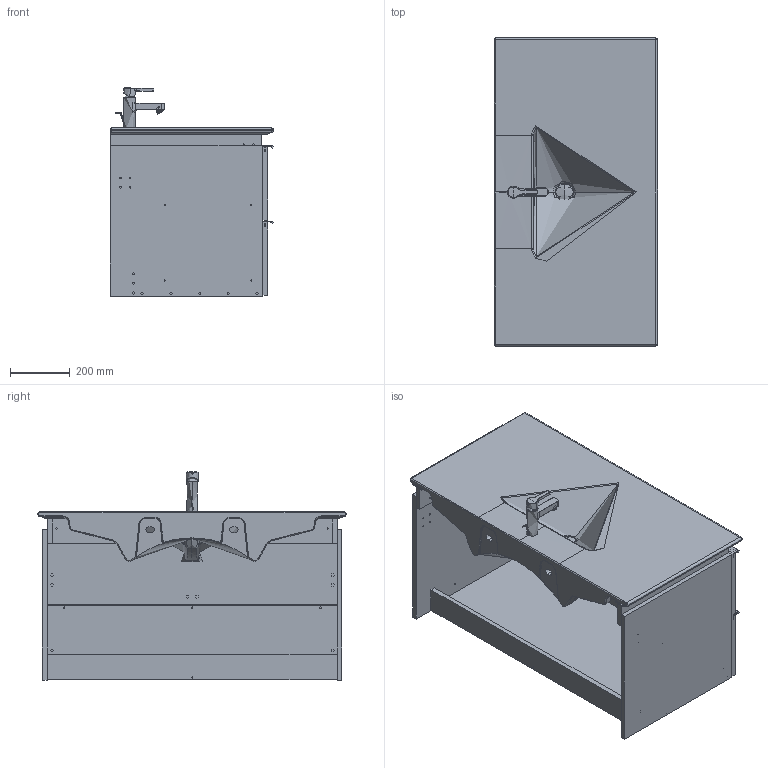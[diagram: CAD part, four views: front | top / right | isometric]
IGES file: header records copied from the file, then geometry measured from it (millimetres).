
Global section: file name: No Iges File Name specified; native system: Autodesk Inventor 2011; preprocessor: AutoDesk Inventor Iges Exporter R2011; author: Administrator; date: 20110518.172903; units: millimetre
Bounding box: 545.27 x 1030.02 x 694.95 mm (x, y, z)
Volume: 44751106.2 mm3
Topology: 17 solids, 17 shells, 1149 faces, 4721 edges, 4104 vertices
Faces by surface type: plane 541, revolution 364, bspline 168, cylinder 46, cone 13, torus 12, sphere 5
